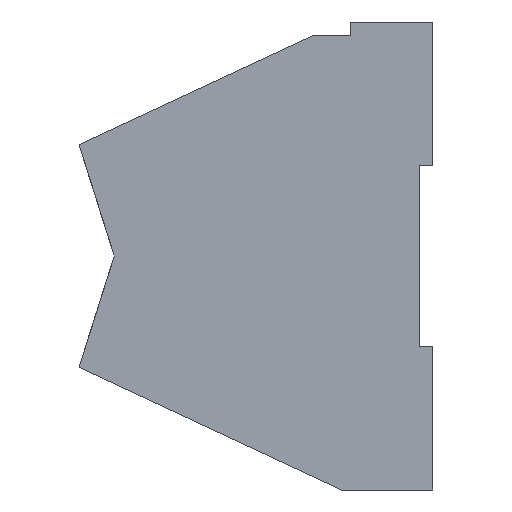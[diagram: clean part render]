
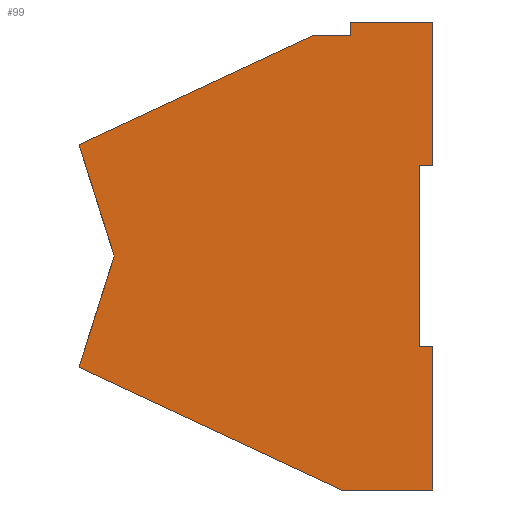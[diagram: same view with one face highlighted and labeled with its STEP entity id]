
A CAD part, left-side view. The second image highlights one B-rep face of the part: STEP entity #99.
In plain terms, the highlighted planar face has unit normal (-1, 0, 0).
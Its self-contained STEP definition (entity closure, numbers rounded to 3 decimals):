
#99 = ADVANCED_FACE( '', ( #206 ), #207, .F. );
#206 = FACE_OUTER_BOUND( '', #314, .T. );
#207 = PLANE( '', #315 );
#314 = EDGE_LOOP( '', ( #568, #569, #570, #571, #572, #573, #574, #575, #576, #577, #578, #579, #580 ) );
#315 = AXIS2_PLACEMENT_3D( '', #581, #582, #583 );
#568 = ORIENTED_EDGE( '', *, *, #697, .F. );
#569 = ORIENTED_EDGE( '', *, *, #764, .F. );
#570 = ORIENTED_EDGE( '', *, *, #692, .F. );
#571 = ORIENTED_EDGE( '', *, *, #742, .F. );
#572 = ORIENTED_EDGE( '', *, *, #674, .F. );
#573 = ORIENTED_EDGE( '', *, *, #750, .F. );
#574 = ORIENTED_EDGE( '', *, *, #757, .F. );
#575 = ORIENTED_EDGE( '', *, *, #724, .F. );
#576 = ORIENTED_EDGE( '', *, *, #769, .F. );
#577 = ORIENTED_EDGE( '', *, *, #706, .F. );
#578 = ORIENTED_EDGE( '', *, *, #770, .F. );
#579 = ORIENTED_EDGE( '', *, *, #733, .F. );
#580 = ORIENTED_EDGE( '', *, *, #761, .F. );
#581 = CARTESIAN_POINT( '', ( 0., 0., 0. ) );
#582 = DIRECTION( '', ( 1., 0., 0. ) );
#583 = DIRECTION( '', ( 0., 0., -1. ) );
#674 = EDGE_CURVE( '', #815, #817, #818, .T. );
#692 = EDGE_CURVE( '', #846, #847, #848, .T. );
#697 = EDGE_CURVE( '', #855, #856, #857, .T. );
#706 = EDGE_CURVE( '', #870, #871, #872, .T. );
#724 = EDGE_CURVE( '', #896, #897, #898, .T. );
#733 = EDGE_CURVE( '', #910, #912, #913, .T. );
#742 = EDGE_CURVE( '', #817, #846, #924, .T. );
#750 = EDGE_CURVE( '', #932, #815, #934, .T. );
#757 = EDGE_CURVE( '', #897, #932, #941, .T. );
#761 = EDGE_CURVE( '', #856, #910, #945, .T. );
#764 = EDGE_CURVE( '', #847, #855, #948, .T. );
#769 = EDGE_CURVE( '', #871, #896, #953, .T. );
#770 = EDGE_CURVE( '', #912, #870, #954, .T. );
#815 = VERTEX_POINT( '', #1006 );
#817 = VERTEX_POINT( '', #1009 );
#818 = LINE( '', #1010, #1011 );
#846 = VERTEX_POINT( '', #1044 );
#847 = VERTEX_POINT( '', #1045 );
#848 = LINE( '', #1046, #1047 );
#855 = VERTEX_POINT( '', #1057 );
#856 = VERTEX_POINT( '', #1058 );
#857 = LINE( '', #1059, #1060 );
#870 = VERTEX_POINT( '', #1078 );
#871 = VERTEX_POINT( '', #1079 );
#872 = LINE( '', #1080, #1081 );
#896 = VERTEX_POINT( '', #1114 );
#897 = VERTEX_POINT( '', #1115 );
#898 = LINE( '', #1116, #1117 );
#910 = VERTEX_POINT( '', #1133 );
#912 = VERTEX_POINT( '', #1136 );
#913 = LINE( '', #1137, #1138 );
#924 = LINE( '', #1156, #1157 );
#932 = VERTEX_POINT( '', #1167 );
#934 = LINE( '', #1170, #1171 );
#941 = LINE( '', #1178, #1179 );
#945 = LINE( '', #1184, #1185 );
#948 = LINE( '', #1189, #1190 );
#953 = LINE( '', #1196, #1197 );
#954 = LINE( '', #1198, #1199 );
#1006 = CARTESIAN_POINT( '', ( 0., 11.58, 0. ) );
#1009 = CARTESIAN_POINT( '', ( 0., 12.857, 4.05 ) );
#1010 = CARTESIAN_POINT( '', ( 0., 11.58, 0. ) );
#1011 = VECTOR( '', #1246, 1000. );
#1044 = CARTESIAN_POINT( '', ( 0., 4.386, 8. ) );
#1045 = CARTESIAN_POINT( '', ( 0., 3., 8. ) );
#1046 = CARTESIAN_POINT( '', ( 0., 4.386, 8. ) );
#1047 = VECTOR( '', #1276, 1000. );
#1057 = CARTESIAN_POINT( '', ( 0., 3., 8.5 ) );
#1058 = CARTESIAN_POINT( '', ( 0., 0., 8.5 ) );
#1059 = CARTESIAN_POINT( '', ( 0., 3., 8.5 ) );
#1060 = VECTOR( '', #1280, 1000. );
#1078 = CARTESIAN_POINT( '', ( 0., 0.5, -3.3 ) );
#1079 = CARTESIAN_POINT( '', ( 0., 0., -3.3 ) );
#1080 = CARTESIAN_POINT( '', ( 0., 0.5, -3.3 ) );
#1081 = VECTOR( '', #1289, 1000. );
#1114 = CARTESIAN_POINT( '', ( 0., 0., -8.5 ) );
#1115 = CARTESIAN_POINT( '', ( 0., 3.314, -8.5 ) );
#1116 = CARTESIAN_POINT( '', ( 0., 0., -8.5 ) );
#1117 = VECTOR( '', #1314, 1000. );
#1133 = CARTESIAN_POINT( '', ( 0., 0., 3.3 ) );
#1136 = CARTESIAN_POINT( '', ( 0., 0.5, 3.3 ) );
#1137 = CARTESIAN_POINT( '', ( 0., 0., 3.3 ) );
#1138 = VECTOR( '', #1323, 1000. );
#1156 = CARTESIAN_POINT( '', ( 0., 12.857, 4.05 ) );
#1157 = VECTOR( '', #1331, 1000. );
#1167 = CARTESIAN_POINT( '', ( 0., 12.857, -4.05 ) );
#1170 = CARTESIAN_POINT( '', ( 0., 12.857, -4.05 ) );
#1171 = VECTOR( '', #1341, 1000. );
#1178 = CARTESIAN_POINT( '', ( 0., 3.314, -8.5 ) );
#1179 = VECTOR( '', #1354, 1000. );
#1184 = CARTESIAN_POINT( '', ( 0., 0., 8.5 ) );
#1185 = VECTOR( '', #1356, 1000. );
#1189 = CARTESIAN_POINT( '', ( 0., 3., 8. ) );
#1190 = VECTOR( '', #1358, 1000. );
#1196 = CARTESIAN_POINT( '', ( 0., 0., -3.3 ) );
#1197 = VECTOR( '', #1363, 1000. );
#1198 = CARTESIAN_POINT( '', ( 0., 0.5, 3.3 ) );
#1199 = VECTOR( '', #1364, 1000. );
#1246 = DIRECTION( '', ( 0., 0.301, 0.954 ) );
#1276 = DIRECTION( '', ( 0., -1., 0. ) );
#1280 = DIRECTION( '', ( 0., -1., 0. ) );
#1289 = DIRECTION( '', ( 0., -1., 0. ) );
#1314 = DIRECTION( '', ( 0., 1., 0. ) );
#1323 = DIRECTION( '', ( 0., 1., 0. ) );
#1331 = DIRECTION( '', ( 0., -0.906, 0.423 ) );
#1341 = DIRECTION( '', ( 0., -0.301, 0.954 ) );
#1354 = DIRECTION( '', ( 0., 0.906, 0.423 ) );
#1356 = DIRECTION( '', ( 0., 0., -1. ) );
#1358 = DIRECTION( '', ( 0., 0., 1. ) );
#1363 = DIRECTION( '', ( 0., 0., -1. ) );
#1364 = DIRECTION( '', ( 0., 0., -1. ) );
